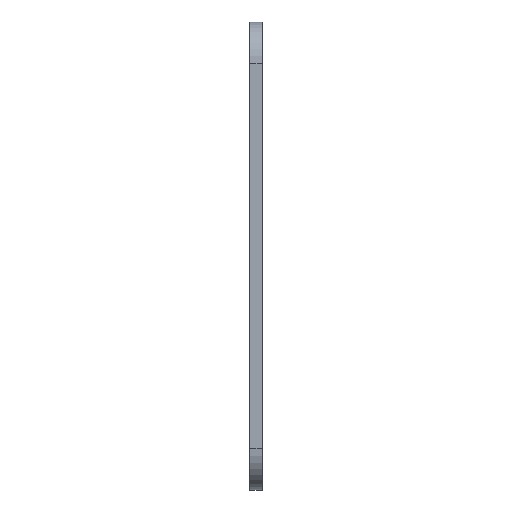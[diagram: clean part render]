
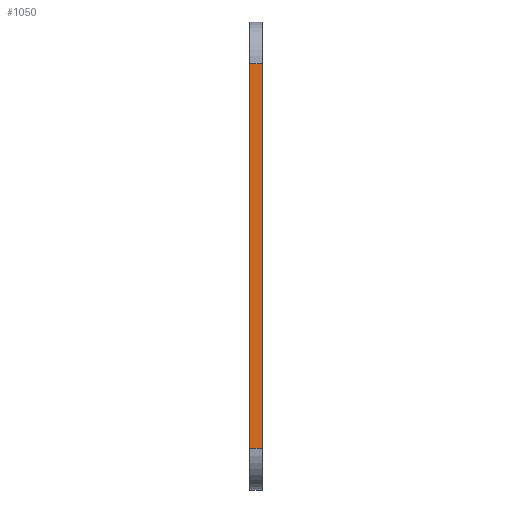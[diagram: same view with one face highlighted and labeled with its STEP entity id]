
A CAD part, left-side view. The second image highlights one B-rep face of the part: STEP entity #1050.
In plain terms, the highlighted planar face has unit normal (-1, 0, 0).
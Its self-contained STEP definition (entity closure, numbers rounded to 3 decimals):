
#33=PLANE('',#1120);
#64=FACE_OUTER_BOUND('',#118,.T.);
#118=EDGE_LOOP('',(#717,#718,#719,#720));
#190=LINE('',#1542,#298);
#191=LINE('',#1545,#299);
#192=LINE('',#1547,#300);
#193=LINE('',#1548,#301);
#298=VECTOR('',#1228,10.);
#299=VECTOR('',#1231,10.);
#300=VECTOR('',#1232,10.);
#301=VECTOR('',#1233,10.);
#453=VERTEX_POINT('',#1535);
#456=VERTEX_POINT('',#1540);
#457=VERTEX_POINT('',#1544);
#458=VERTEX_POINT('',#1546);
#560=EDGE_CURVE('',#456,#453,#190,.T.);
#561=EDGE_CURVE('',#457,#456,#191,.T.);
#562=EDGE_CURVE('',#458,#457,#192,.T.);
#563=EDGE_CURVE('',#453,#458,#193,.T.);
#717=ORIENTED_EDGE('',*,*,#560,.F.);
#718=ORIENTED_EDGE('',*,*,#561,.F.);
#719=ORIENTED_EDGE('',*,*,#562,.F.);
#720=ORIENTED_EDGE('',*,*,#563,.F.);
#1050=ADVANCED_FACE('',(#64),#33,.T.);
#1120=AXIS2_PLACEMENT_3D('',#1543,#1229,#1230);
#1228=DIRECTION('',(0.,1.,0.));
#1229=DIRECTION('center_axis',(-1.,0.,0.));
#1230=DIRECTION('ref_axis',(0.,0.,1.));
#1231=DIRECTION('',(0.,0.,-1.));
#1232=DIRECTION('',(0.,-1.,0.));
#1233=DIRECTION('',(0.,0.,1.));
#1535=CARTESIAN_POINT('',(-43.495,1.5,-4.53));
#1540=CARTESIAN_POINT('',(-43.495,0.,-4.53));
#1542=CARTESIAN_POINT('',(-43.495,0.,-4.53));
#1543=CARTESIAN_POINT('Origin',(-43.495,0.,-9.53));
#1544=CARTESIAN_POINT('',(-43.495,0.,41.595));
#1545=CARTESIAN_POINT('',(-43.495,0.,46.595));
#1546=CARTESIAN_POINT('',(-43.495,1.5,41.595));
#1547=CARTESIAN_POINT('',(-43.495,0.,41.595));
#1548=CARTESIAN_POINT('',(-43.495,1.5,46.595));
